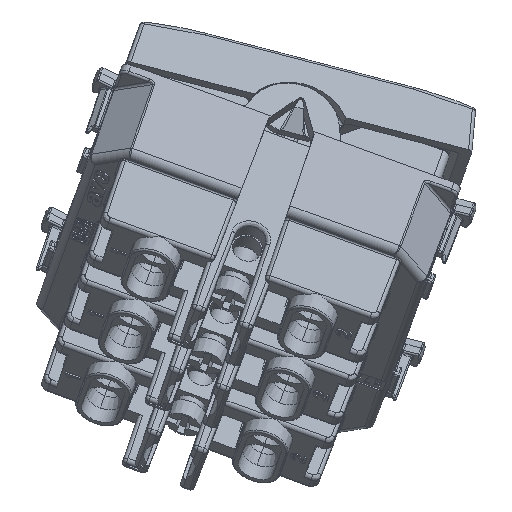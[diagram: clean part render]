
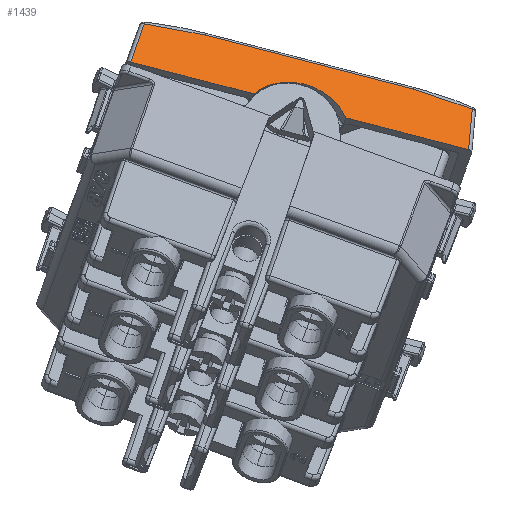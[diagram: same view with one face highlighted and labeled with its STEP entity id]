
A CAD part, left-side view. The second image highlights one B-rep face of the part: STEP entity #1439.
In plain terms, the highlighted face is planar.
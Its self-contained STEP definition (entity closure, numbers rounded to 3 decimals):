
#534=CARTESIAN_POINT('Vertex',(7.25,21.798,0.)) ;
#537=CARTESIAN_POINT('Line Origine',(7.25,14.163,0.)) ;
#541=CARTESIAN_POINT('Vertex',(7.25,6.529,0.)) ;
#544=CARTESIAN_POINT('Line Origine',(7.25,6.236,0.)) ;
#548=CARTESIAN_POINT('Vertex',(7.25,5.942,0.)) ;
#743=CARTESIAN_POINT('Vertex',(7.25,-5.942,0.)) ;
#746=CARTESIAN_POINT('Line Origine',(7.25,-6.251,0.)) ;
#750=CARTESIAN_POINT('Vertex',(7.25,-6.559,0.)) ;
#753=CARTESIAN_POINT('Line Origine',(7.25,-14.178,0.)) ;
#757=CARTESIAN_POINT('Vertex',(7.25,-21.798,0.)) ;
#1372=CARTESIAN_POINT('Control Point',(7.25,5.942,0.)) ;
#1373=CARTESIAN_POINT('Control Point',(7.239,5.168,1.243)) ;
#1374=CARTESIAN_POINT('Control Point',(7.23,4.069,2.284)) ;
#1375=CARTESIAN_POINT('Control Point',(7.224,2.715,3.008)) ;
#1376=CARTESIAN_POINT('Control Point',(7.218,-0.146,3.659)) ;
#1377=CARTESIAN_POINT('Control Point',(7.225,-2.961,2.871)) ;
#1378=CARTESIAN_POINT('Control Point',(7.231,-4.203,2.155)) ;
#1379=CARTESIAN_POINT('Control Point',(7.24,-5.216,1.167)) ;
#1380=CARTESIAN_POINT('Control Point',(7.25,-5.942,0.)) ;
#1389=CARTESIAN_POINT('Axis2P3D Location',(7.25,0.,0.)) ;
#1395=CARTESIAN_POINT('Control Point',(7.25,21.798,0.)) ;
#1396=CARTESIAN_POINT('Control Point',(7.197,21.164,6.029)) ;
#1397=CARTESIAN_POINT('Vertex',(7.197,21.164,6.029)) ;
#1401=CARTESIAN_POINT('Control Point',(7.191,13.441,6.704)) ;
#1402=CARTESIAN_POINT('Control Point',(7.191,16.028,6.704)) ;
#1403=CARTESIAN_POINT('Control Point',(7.193,18.616,6.478)) ;
#1404=CARTESIAN_POINT('Control Point',(7.197,21.164,6.029)) ;
#1405=CARTESIAN_POINT('Vertex',(7.191,13.441,6.704)) ;
#1408=CARTESIAN_POINT('Line Origine',(7.191,0.,6.704)) ;
#1412=CARTESIAN_POINT('Vertex',(7.191,-13.441,6.704)) ;
#1416=CARTESIAN_POINT('Control Point',(7.197,-21.164,6.029)) ;
#1417=CARTESIAN_POINT('Control Point',(7.193,-18.616,6.478)) ;
#1418=CARTESIAN_POINT('Control Point',(7.191,-16.028,6.704)) ;
#1419=CARTESIAN_POINT('Control Point',(7.191,-13.441,6.704)) ;
#1420=CARTESIAN_POINT('Vertex',(7.197,-21.164,6.029)) ;
#1424=CARTESIAN_POINT('Control Point',(7.25,-21.798,0.)) ;
#1425=CARTESIAN_POINT('Control Point',(7.197,-21.164,6.029)) ;
#538=DIRECTION('Vector Direction',(0.,-1.,0.)) ;
#545=DIRECTION('Vector Direction',(0.,-1.,0.)) ;
#747=DIRECTION('Vector Direction',(0.,1.,0.)) ;
#754=DIRECTION('Vector Direction',(0.,1.,0.)) ;
#1390=DIRECTION('Axis2P3D Direction',(-1.,0.,-0.009)) ;
#1391=DIRECTION('Axis2P3D XDirection',(0.,1.,0.)) ;
#1409=DIRECTION('Vector Direction',(0.,1.,0.)) ;
#1392=AXIS2_PLACEMENT_3D('Plane Axis2P3D',#1389,#1390,#1391) ;
#1428=ORIENTED_EDGE('',*,*,#1381,.F.) ;
#1429=ORIENTED_EDGE('',*,*,#550,.F.) ;
#1430=ORIENTED_EDGE('',*,*,#543,.F.) ;
#1431=ORIENTED_EDGE('',*,*,#1399,.F.) ;
#1432=ORIENTED_EDGE('',*,*,#1407,.F.) ;
#1433=ORIENTED_EDGE('',*,*,#1414,.F.) ;
#1434=ORIENTED_EDGE('',*,*,#1422,.F.) ;
#1435=ORIENTED_EDGE('',*,*,#1426,.F.) ;
#1436=ORIENTED_EDGE('',*,*,#759,.F.) ;
#1437=ORIENTED_EDGE('',*,*,#752,.F.) ;
#539=VECTOR('Line Direction',#538,1.) ;
#546=VECTOR('Line Direction',#545,1.) ;
#748=VECTOR('Line Direction',#747,1.) ;
#755=VECTOR('Line Direction',#754,1.) ;
#1410=VECTOR('Line Direction',#1409,1.) ;
#1439=ADVANCED_FACE('PartBody',(#1438),#1393,.F.) ;
#1371=B_SPLINE_CURVE_WITH_KNOTS('',5,(#1372,#1373,#1374,#1375,#1376,#1377,#1378,#1379,#1380),.UNSPECIFIED.,.F.,.U.,(6,3,6),(0.,10.355,20.074),.UNSPECIFIED.) ;
#1394=B_SPLINE_CURVE_WITH_KNOTS('',1,(#1395,#1396),.UNSPECIFIED.,.F.,.U.,(2,2),(-3.706,2.357),.UNSPECIFIED.) ;
#1400=B_SPLINE_CURVE_WITH_KNOTS('',3,(#1401,#1402,#1403,#1404),.UNSPECIFIED.,.F.,.U.,(4,4),(38.984,50.024),.UNSPECIFIED.) ;
#1415=B_SPLINE_CURVE_WITH_KNOTS('',3,(#1416,#1417,#1418,#1419),.UNSPECIFIED.,.F.,.U.,(4,4),(14.972,26.012),.UNSPECIFIED.) ;
#1423=B_SPLINE_CURVE_WITH_KNOTS('',1,(#1424,#1425),.UNSPECIFIED.,.F.,.U.,(2,2),(-3.706,2.357),.UNSPECIFIED.) ;
#543=EDGE_CURVE('',#535,#542,#540,.T.) ;
#550=EDGE_CURVE('',#542,#549,#547,.T.) ;
#752=EDGE_CURVE('',#744,#751,#749,.F.) ;
#759=EDGE_CURVE('',#751,#758,#756,.F.) ;
#1381=EDGE_CURVE('',#549,#744,#1371,.T.) ;
#1399=EDGE_CURVE('',#1398,#535,#1394,.F.) ;
#1407=EDGE_CURVE('',#1406,#1398,#1400,.T.) ;
#1414=EDGE_CURVE('',#1413,#1406,#1411,.T.) ;
#1422=EDGE_CURVE('',#1421,#1413,#1415,.T.) ;
#1426=EDGE_CURVE('',#758,#1421,#1423,.T.) ;
#1427=EDGE_LOOP('',(#1428,#1429,#1430,#1431,#1432,#1433,#1434,#1435,#1436,#1437)) ;
#1438=FACE_OUTER_BOUND('',#1427,.T.) ;
#540=LINE('Line',#537,#539) ;
#547=LINE('Line',#544,#546) ;
#749=LINE('Line',#746,#748) ;
#756=LINE('Line',#753,#755) ;
#1411=LINE('Line',#1408,#1410) ;
#1393=PLANE('',#1392) ;
#535=VERTEX_POINT('',#534) ;
#542=VERTEX_POINT('',#541) ;
#549=VERTEX_POINT('',#548) ;
#744=VERTEX_POINT('',#743) ;
#751=VERTEX_POINT('',#750) ;
#758=VERTEX_POINT('',#757) ;
#1398=VERTEX_POINT('',#1397) ;
#1406=VERTEX_POINT('',#1405) ;
#1413=VERTEX_POINT('',#1412) ;
#1421=VERTEX_POINT('',#1420) ;
